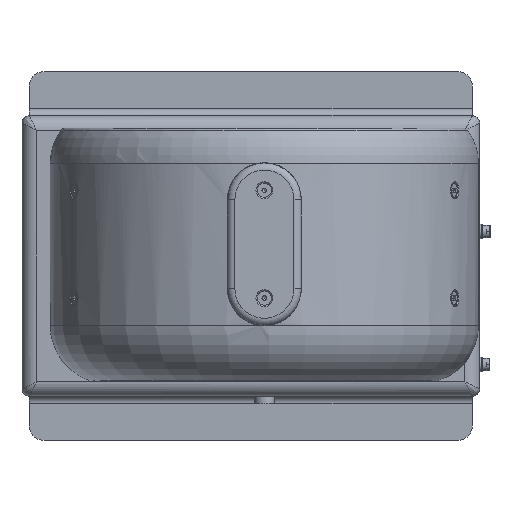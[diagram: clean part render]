
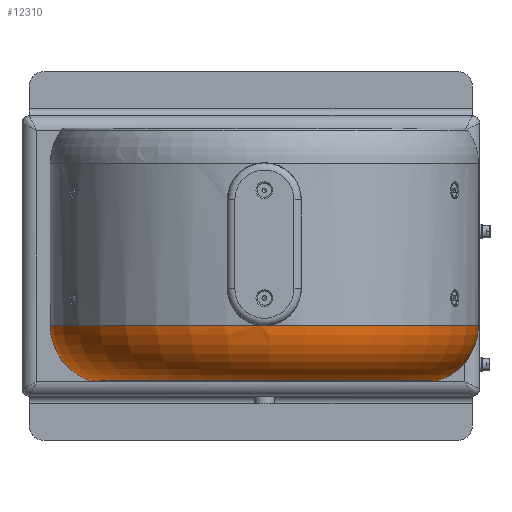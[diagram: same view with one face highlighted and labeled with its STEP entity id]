
A CAD part, front view. The second image highlights one B-rep face of the part: STEP entity #12310.
In plain terms, the highlighted toroidal (fillet/blend) face has major radius 105.761 mm and minor radius 39.288 mm.
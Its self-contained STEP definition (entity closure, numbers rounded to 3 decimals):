
#420 = CIRCLE ( 'NONE', #18263, 145.05 ) ;
#2026 = DIRECTION ( 'NONE',  ( 0., 0., -1. ) ) ;
#4604 = CARTESIAN_POINT ( 'NONE',  ( -112.243, -493.639, 42.268 ) ) ;
#4898 = CARTESIAN_POINT ( 'NONE',  ( -116.582, -203.578, 42.268 ) ) ;
#6583 = ORIENTED_EDGE ( 'NONE', *, *, #20521, .T. ) ;
#7100 = DIRECTION ( 'NONE',  ( -1., 0., 0. ) ) ;
#10234 = TOROIDAL_SURFACE ( 'NONE', #36704, 105.762, 39.288 ) ;
#12310 = ADVANCED_FACE ( 'NONE', ( #13742, #27228 ), #10234, .T. ) ;
#13114 = DIRECTION ( 'NONE',  ( 0., 0., -1. ) ) ;
#13693 = CARTESIAN_POINT ( 'NONE',  ( -112.243, -493.639, 42.268 ) ) ;
#13742 = FACE_OUTER_BOUND ( 'NONE', #16821, .T. ) ;
#14907 = CARTESIAN_POINT ( 'NONE',  ( -118.554, -493.639, 42.268 ) ) ;
#16821 = EDGE_LOOP ( 'NONE', ( #17067 ) ) ;
#17067 = ORIENTED_EDGE ( 'NONE', *, *, #41226, .F. ) ;
#17767 = CARTESIAN_POINT ( 'NONE',  ( -114.216, -203.578, 42.268 ) ) ;
#18263 = AXIS2_PLACEMENT_3D ( 'NONE', #37825, #13114, #7100 ) ;
#18489 = CARTESIAN_POINT ( 'NONE',  ( -115.797, -203.571, 42.241 ) ) ;
#20177 = CARTESIAN_POINT ( 'NONE',  ( -115.399, -348.623, 4.67 ) ) ;
#20521 = EDGE_CURVE ( 'NONE', #38794, #32542, #420, .T. ) ;
#20627 = DIRECTION ( 'NONE',  ( -1., 0., 0. ) ) ;
#21546 = CARTESIAN_POINT ( 'NONE',  ( -117.503, -493.662, 42.134 ) ) ;
#22311 = CIRCLE ( 'NONE', #34542, 145.05 ) ;
#22924 = EDGE_CURVE ( 'NONE', #33141, #32542, #26079, .T. ) ;
#23559 = DIRECTION ( 'NONE',  ( 0., 0., -1. ) ) ;
#24744 = CARTESIAN_POINT ( 'NONE',  ( -115.399, -493.684, 42.002 ) ) ;
#24960 = EDGE_LOOP ( 'NONE', ( #27517, #31777, #37213, #6583 ) ) ;
#25477 = CARTESIAN_POINT ( 'NONE',  ( -115.004, -203.571, 42.241 ) ) ;
#26079 = B_SPLINE_CURVE_WITH_KNOTS ( 'NONE', 3,
 ( #39379, #21546, #24744, #35302, #4604 ),
 .UNSPECIFIED., .F., .F.,
 ( 4, 1, 4 ),
 ( 0., 0.003, 0.006 ),
 .UNSPECIFIED. ) ;
#26859 = CARTESIAN_POINT ( 'NONE',  ( -116.582, -203.578, 42.268 ) ) ;
#27228 = FACE_OUTER_BOUND ( 'NONE', #24960, .T. ) ;
#27450 = CARTESIAN_POINT ( 'NONE',  ( -115.399, -348.623, 42.218 ) ) ;
#27517 = ORIENTED_EDGE ( 'NONE', *, *, #22924, .F. ) ;
#28575 = CIRCLE ( 'NONE', #40072, 117.327 ) ;
#29128 = DIRECTION ( 'NONE',  ( -1., 0., 0. ) ) ;
#30077 = VERTEX_POINT ( 'NONE', #34114 ) ;
#31777 = ORIENTED_EDGE ( 'NONE', *, *, #36659, .T. ) ;
#32542 = VERTEX_POINT ( 'NONE', #13693 ) ;
#32816 = B_SPLINE_CURVE_WITH_KNOTS ( 'NONE', 3,
 ( #35818, #25477, #18489, #4898 ),
 .UNSPECIFIED., .F., .F.,
 ( 4, 4 ),
 ( 0.011, 0.013 ),
 .UNSPECIFIED. ) ;
#33141 = VERTEX_POINT ( 'NONE', #14907 ) ;
#34114 = CARTESIAN_POINT ( 'NONE',  ( -232.725, -348.623, 4.67 ) ) ;
#34542 = AXIS2_PLACEMENT_3D ( 'NONE', #39515, #2026, #29128 ) ;
#35302 = CARTESIAN_POINT ( 'NONE',  ( -113.295, -493.662, 42.134 ) ) ;
#35818 = CARTESIAN_POINT ( 'NONE',  ( -114.216, -203.578, 42.268 ) ) ;
#36659 = EDGE_CURVE ( 'NONE', #33141, #44073, #22311, .T. ) ;
#36704 = AXIS2_PLACEMENT_3D ( 'NONE', #27450, #44119, #38040 ) ;
#37213 = ORIENTED_EDGE ( 'NONE', *, *, #41752, .F. ) ;
#37825 = CARTESIAN_POINT ( 'NONE',  ( -115.399, -348.623, 42.268 ) ) ;
#38040 = DIRECTION ( 'NONE',  ( -1., 0., 0. ) ) ;
#38794 = VERTEX_POINT ( 'NONE', #17767 ) ;
#39379 = CARTESIAN_POINT ( 'NONE',  ( -118.554, -493.639, 42.268 ) ) ;
#39515 = CARTESIAN_POINT ( 'NONE',  ( -115.399, -348.623, 42.268 ) ) ;
#40072 = AXIS2_PLACEMENT_3D ( 'NONE', #20177, #23559, #20627 ) ;
#41226 = EDGE_CURVE ( 'NONE', #30077, #30077, #28575, .T. ) ;
#41752 = EDGE_CURVE ( 'NONE', #38794, #44073, #32816, .T. ) ;
#44073 = VERTEX_POINT ( 'NONE', #26859 ) ;
#44119 = DIRECTION ( 'NONE',  ( 0., 0., -1. ) ) ;
